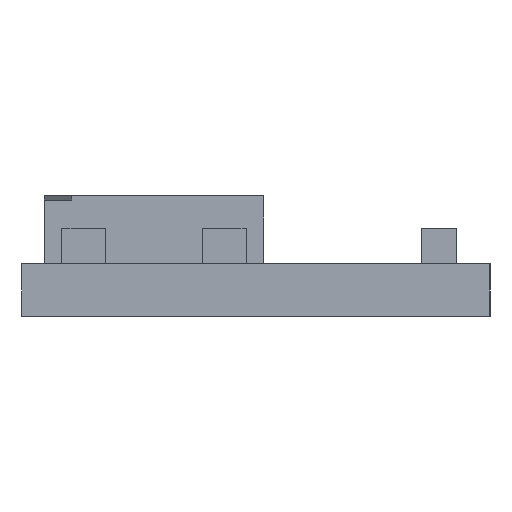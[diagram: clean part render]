
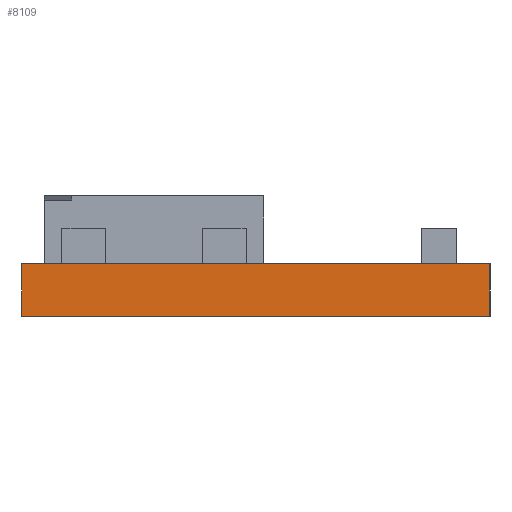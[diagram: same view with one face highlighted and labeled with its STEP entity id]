
A CAD part, left-side view. The second image highlights one B-rep face of the part: STEP entity #8109.
In plain terms, the highlighted planar face has unit normal (-1, 0, 0).
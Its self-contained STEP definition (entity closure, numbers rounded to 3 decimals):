
#1025=FACE_OUTER_BOUND('',#1497,.T.);
#1497=EDGE_LOOP('',(#7126,#7127,#7128,#7129));
#2112=LINE('',#13368,#2970);
#2307=LINE('',#13788,#3165);
#2308=LINE('',#13790,#3166);
#2309=LINE('',#13791,#3167);
#2970=VECTOR('',#9511,10.);
#3165=VECTOR('',#9888,10.);
#3166=VECTOR('',#9889,10.);
#3167=VECTOR('',#9890,10.);
#3817=VERTEX_POINT('',#13364);
#3819=VERTEX_POINT('',#13367);
#3953=VERTEX_POINT('',#13787);
#3954=VERTEX_POINT('',#13789);
#4842=EDGE_CURVE('',#3819,#3817,#2112,.T.);
#5041=EDGE_CURVE('',#3817,#3953,#2307,.T.);
#5042=EDGE_CURVE('',#3954,#3953,#2308,.T.);
#5043=EDGE_CURVE('',#3819,#3954,#2309,.T.);
#7126=ORIENTED_EDGE('',*,*,#4842,.T.);
#7127=ORIENTED_EDGE('',*,*,#5041,.T.);
#7128=ORIENTED_EDGE('',*,*,#5042,.F.);
#7129=ORIENTED_EDGE('',*,*,#5043,.F.);
#7685=PLANE('',#8556);
#8109=ADVANCED_FACE('',(#1025),#7685,.T.);
#8556=AXIS2_PLACEMENT_3D('',#13786,#9886,#9887);
#9511=DIRECTION('',(0.,-1.,0.));
#9886=DIRECTION('center_axis',(-1.,0.,0.));
#9887=DIRECTION('ref_axis',(0.,-1.,0.));
#9888=DIRECTION('',(0.,0.,1.));
#9889=DIRECTION('',(0.,-1.,0.));
#9890=DIRECTION('',(0.,0.,1.));
#13364=CARTESIAN_POINT('',(0.,0.,0.));
#13367=CARTESIAN_POINT('',(0.,10.668,0.));
#13368=CARTESIAN_POINT('',(0.,10.668,0.));
#13786=CARTESIAN_POINT('Origin',(0.,10.668,0.));
#13787=CARTESIAN_POINT('',(0.,0.,1.2));
#13788=CARTESIAN_POINT('',(0.,0.,0.));
#13789=CARTESIAN_POINT('',(0.,10.668,1.2));
#13790=CARTESIAN_POINT('',(0.,10.668,1.2));
#13791=CARTESIAN_POINT('',(0.,10.668,0.));
